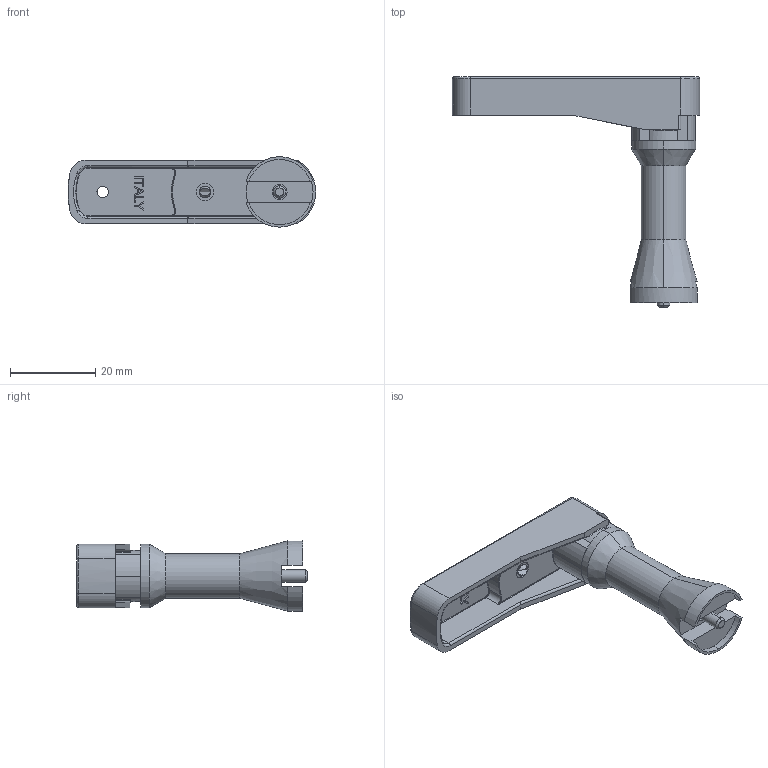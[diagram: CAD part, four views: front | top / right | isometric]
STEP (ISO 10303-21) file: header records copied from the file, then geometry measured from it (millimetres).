
FILE_DESCRIPTION (( 'STEP AP214' ), '1' );
FILE_NAME ('0691500002.step', '2012-10-02T16:36:54', ( '' ), ( '' ), 'SwSTEP 2.0', 'SolidWorks 2012', '' );
FILE_SCHEMA (( 'AUTOMOTIVE_DESIGN' ));
Length unit declared in the file: millimetre
Products named in the file (1): 0691500002
Bounding box: 58.1 x 54.1 x 16.5 mm (x, y, z)
Volume: 9733.8 mm3; surface area: 7945.1 mm2
Topology: 3 solids, 3 shells, 539 faces, 1383 edges, 891 vertices
Faces by surface type: plane 309, cylinder 123, torus 49, bspline 38, cone 14, sphere 6
Entity records: 23854 total; most frequent: CARTESIAN_POINT 4959, ORIENTED_EDGE 2758, DIRECTION 2593, EDGE_CURVE 1379, VERTEX_POINT 891, LINE 885, VECTOR 885, AXIS2_PLACEMENT_3D 854
